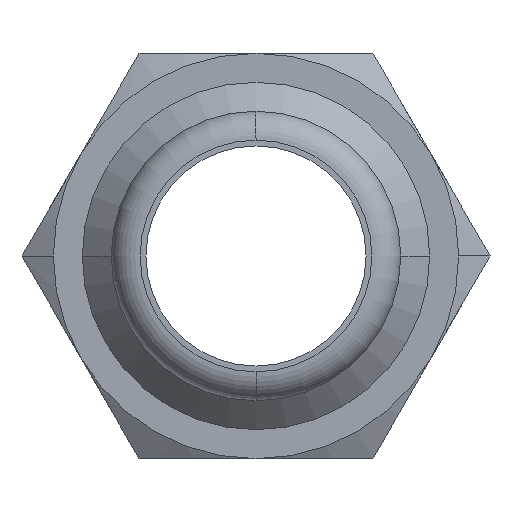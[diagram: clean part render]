
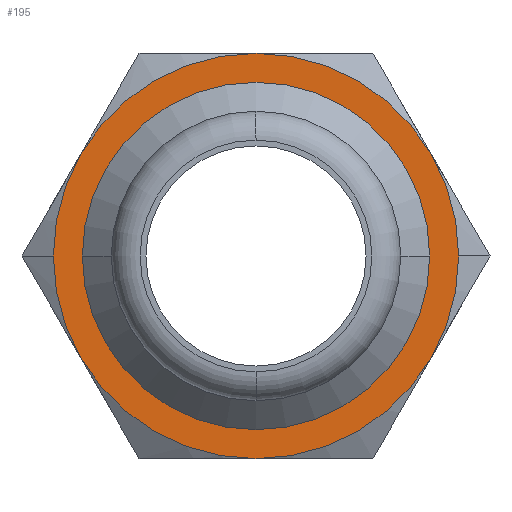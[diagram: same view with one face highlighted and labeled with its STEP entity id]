
A CAD part, front view. The second image highlights one B-rep face of the part: STEP entity #195.
In plain terms, the highlighted planar face has unit normal (0, -1, 0).
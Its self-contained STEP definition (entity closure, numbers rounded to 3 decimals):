
#195=ADVANCED_FACE('',(#418,#419),#420,.T.);
#418=FACE_OUTER_BOUND('',#29893,.T.);
#419=FACE_BOUND('',#29894,.T.);
#420=PLANE('',#29895);
#29893=EDGE_LOOP('',(#30361,#30362,#30363,#30364,#30365,#30366,#30367,#30368));
#29894=EDGE_LOOP('',(#30369,#30370));
#29895=AXIS2_PLACEMENT_3D('',#30371,#30372,#30373);
#30361=ORIENTED_EDGE('',*,*,#30637,.F.);
#30362=ORIENTED_EDGE('',*,*,#30798,.F.);
#30363=ORIENTED_EDGE('',*,*,#30780,.F.);
#30364=ORIENTED_EDGE('',*,*,#30799,.F.);
#30365=ORIENTED_EDGE('',*,*,#30800,.F.);
#30366=ORIENTED_EDGE('',*,*,#30773,.F.);
#30367=ORIENTED_EDGE('',*,*,#30801,.F.);
#30368=ORIENTED_EDGE('',*,*,#30646,.F.);
#30369=ORIENTED_EDGE('',*,*,#30802,.F.);
#30370=ORIENTED_EDGE('',*,*,#30788,.F.);
#30371=CARTESIAN_POINT('',(3.5,20.0,0.0));
#30372=DIRECTION('',(-0.0,-1.0,-0.0));
#30373=DIRECTION('',(-1.0,0.0,0.0));
#30637=EDGE_CURVE('',#30893,#30890,#30895,.T.);
#30646=EDGE_CURVE('',#30890,#30910,#30911,.T.);
#30773=EDGE_CURVE('',#31073,#31100,#31102,.T.);
#30780=EDGE_CURVE('',#31109,#31014,#31111,.T.);
#30788=EDGE_CURVE('',#31118,#31120,#31121,.T.);
#30798=EDGE_CURVE('',#31014,#30893,#31131,.T.);
#30799=EDGE_CURVE('',#31132,#31109,#31133,.T.);
#30800=EDGE_CURVE('',#31100,#31132,#31134,.T.);
#30801=EDGE_CURVE('',#30910,#31073,#31135,.T.);
#30802=EDGE_CURVE('',#31120,#31118,#31136,.T.);
#30890=VERTEX_POINT('',#31295);
#30893=VERTEX_POINT('',#31299);
#30895=CIRCLE('',#31312,7.0);
#30910=VERTEX_POINT('',#31424);
#30911=CIRCLE('',#31425,7.0);
#31014=VERTEX_POINT('',#33876);
#31073=VERTEX_POINT('',#34001);
#31100=VERTEX_POINT('',#34122);
#31102=CIRCLE('',#34135,7.0);
#31109=VERTEX_POINT('',#34153);
#31111=CIRCLE('',#34166,7.0);
#31118=VERTEX_POINT('',#34175);
#31120=VERTEX_POINT('',#34178);
#31121=CIRCLE('',#34179,6.0);
#31131=CIRCLE('',#34201,7.0);
#31132=VERTEX_POINT('',#34202);
#31133=CIRCLE('',#34203,7.0);
#31134=CIRCLE('',#34204,7.0);
#31135=CIRCLE('',#34205,7.0);
#31136=CIRCLE('',#34206,6.0);
#31295=CARTESIAN_POINT('',(7.0,20.0,0.));
#31299=CARTESIAN_POINT('',(6.062,20.0,3.5));
#31312=AXIS2_PLACEMENT_3D('',#34403,#34404,#34405);
#31424=CARTESIAN_POINT('',(6.062,20.0,-3.5));
#31425=AXIS2_PLACEMENT_3D('',#34418,#34419,#34420);
#33876=CARTESIAN_POINT('',(0.,20.0,7.0));
#34001=CARTESIAN_POINT('',(0.0,20.0,-7.0));
#34122=CARTESIAN_POINT('',(-6.062,20.0,-3.5));
#34135=AXIS2_PLACEMENT_3D('',#34558,#34559,#34560);
#34153=CARTESIAN_POINT('',(-6.062,20.0,3.5));
#34166=AXIS2_PLACEMENT_3D('',#34564,#34565,#34566);
#34175=CARTESIAN_POINT('',(6.0,20.0,0.));
#34178=CARTESIAN_POINT('',(-6.0,20.0,0.));
#34179=AXIS2_PLACEMENT_3D('',#34576,#34577,#34578);
#34201=AXIS2_PLACEMENT_3D('',#34586,#34587,#34588);
#34202=CARTESIAN_POINT('',(-7.0,20.0,0.));
#34203=AXIS2_PLACEMENT_3D('',#34589,#34590,#34591);
#34204=AXIS2_PLACEMENT_3D('',#34592,#34593,#34594);
#34205=AXIS2_PLACEMENT_3D('',#34595,#34596,#34597);
#34206=AXIS2_PLACEMENT_3D('',#34598,#34599,#34600);
#34403=CARTESIAN_POINT('',(0.0,20.0,0.0));
#34404=DIRECTION('',(-0.0,1.0,0.0));
#34405=DIRECTION('',(1.0,0.0,0.0));
#34418=CARTESIAN_POINT('',(0.0,20.0,0.0));
#34419=DIRECTION('',(-0.0,1.0,0.0));
#34420=DIRECTION('',(1.0,0.0,0.0));
#34558=CARTESIAN_POINT('',(0.0,20.0,0.0));
#34559=DIRECTION('',(-0.0,1.0,0.0));
#34560=DIRECTION('',(1.0,0.0,0.0));
#34564=CARTESIAN_POINT('',(0.0,20.0,0.0));
#34565=DIRECTION('',(-0.0,1.0,0.0));
#34566=DIRECTION('',(1.0,0.0,0.0));
#34576=CARTESIAN_POINT('',(0.0,20.0,0.0));
#34577=DIRECTION('',(0.0,-1.0,0.0));
#34578=DIRECTION('',(1.0,0.0,0.0));
#34586=CARTESIAN_POINT('',(0.0,20.0,0.0));
#34587=DIRECTION('',(-0.0,1.0,0.0));
#34588=DIRECTION('',(1.0,0.0,0.0));
#34589=CARTESIAN_POINT('',(0.0,20.0,0.0));
#34590=DIRECTION('',(-0.0,1.0,0.0));
#34591=DIRECTION('',(1.0,0.0,0.0));
#34592=CARTESIAN_POINT('',(0.0,20.0,0.0));
#34593=DIRECTION('',(-0.0,1.0,0.0));
#34594=DIRECTION('',(1.0,0.0,0.0));
#34595=CARTESIAN_POINT('',(0.0,20.0,0.0));
#34596=DIRECTION('',(-0.0,1.0,0.0));
#34597=DIRECTION('',(1.0,0.0,0.0));
#34598=CARTESIAN_POINT('',(0.0,20.0,0.0));
#34599=DIRECTION('',(0.0,-1.0,0.0));
#34600=DIRECTION('',(1.0,0.0,0.0));
